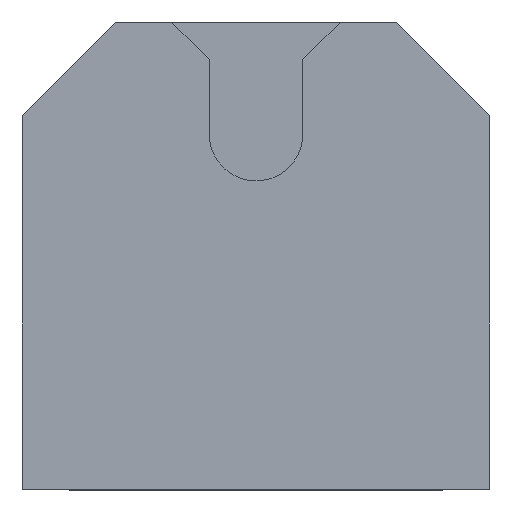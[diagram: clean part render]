
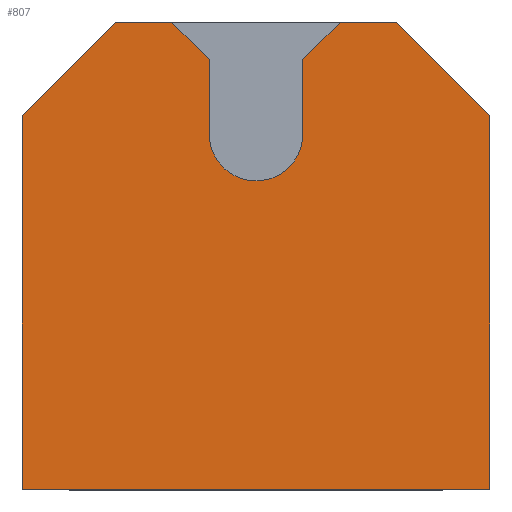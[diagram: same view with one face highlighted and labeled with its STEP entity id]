
A CAD part, top view. The second image highlights one B-rep face of the part: STEP entity #807.
In plain terms, the highlighted free-form (B-spline) face has degree [1, 1] with [2, 2] control points.
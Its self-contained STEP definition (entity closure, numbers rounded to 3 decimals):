
#434 = VERTEX_POINT('',#435);
#435 = CARTESIAN_POINT('',(-26.693,0.,19.219));
#440 = EDGE_CURVE('',#434,#441,#443,.T.);
#441 = VERTEX_POINT('',#442);
#442 = CARTESIAN_POINT('',(26.693,0.,19.219));
#443 = B_SPLINE_CURVE_WITH_KNOTS('',1,(#444,#445),.UNSPECIFIED.,.F.,.F.,
  (2,2),(0.,50.),.PIECEWISE_BEZIER_KNOTS.);
#444 = CARTESIAN_POINT('',(-26.693,0.,19.219));
#445 = CARTESIAN_POINT('',(26.693,0.,19.219));
#626 = EDGE_CURVE('',#441,#627,#629,.T.);
#627 = VERTEX_POINT('',#628);
#628 = CARTESIAN_POINT('',(26.693,42.708,
    19.219));
#629 = B_SPLINE_CURVE_WITH_KNOTS('',1,(#630,#631),.UNSPECIFIED.,.F.,.F.,
  (2,2),(0.,40.),.PIECEWISE_BEZIER_KNOTS.);
#630 = CARTESIAN_POINT('',(26.693,0.,19.219));
#631 = CARTESIAN_POINT('',(26.693,42.708,
    19.219));
#791 = EDGE_CURVE('',#627,#792,#794,.T.);
#792 = VERTEX_POINT('',#793);
#793 = CARTESIAN_POINT('',(16.016,53.385,
    19.219));
#794 = B_SPLINE_CURVE_WITH_KNOTS('',1,(#795,#796),.UNSPECIFIED.,.F.,.F.,
  (2,2),(0.,14.142),.PIECEWISE_BEZIER_KNOTS.);
#795 = CARTESIAN_POINT('',(26.693,42.708,
    19.219));
#796 = CARTESIAN_POINT('',(16.016,53.385,
    19.219));
#807 = ADVANCED_FACE('',(#808),#877,.T.);
#808 = FACE_BOUND('',#809,.F.);
#809 = EDGE_LOOP('',(#810,#819,#826,#836,#843,#850,#855,#856,#857,#858,
    #865,#872));
#810 = ORIENTED_EDGE('',*,*,#811,.F.);
#811 = EDGE_CURVE('',#812,#814,#816,.T.);
#812 = VERTEX_POINT('',#813);
#813 = CARTESIAN_POINT('',(-5.339,49.115,
    19.219));
#814 = VERTEX_POINT('',#815);
#815 = CARTESIAN_POINT('',(-9.609,53.385,
    19.219));
#816 = B_SPLINE_CURVE_WITH_KNOTS('',1,(#817,#818),.UNSPECIFIED.,.F.,.F.,
  (2,2),(0.,5.657),.PIECEWISE_BEZIER_KNOTS.);
#817 = CARTESIAN_POINT('',(-5.339,49.115,
    19.219));
#818 = CARTESIAN_POINT('',(-9.609,53.385,
    19.219));
#819 = ORIENTED_EDGE('',*,*,#820,.T.);
#820 = EDGE_CURVE('',#812,#821,#823,.T.);
#821 = VERTEX_POINT('',#822);
#822 = CARTESIAN_POINT('',(-5.339,40.573,
    19.219));
#823 = B_SPLINE_CURVE_WITH_KNOTS('',1,(#824,#825),.UNSPECIFIED.,.F.,.F.,
  (2,2),(0.,8.),.PIECEWISE_BEZIER_KNOTS.);
#824 = CARTESIAN_POINT('',(-5.339,49.115,
    19.219));
#825 = CARTESIAN_POINT('',(-5.339,40.573,
    19.219));
#826 = ORIENTED_EDGE('',*,*,#827,.T.);
#827 = EDGE_CURVE('',#821,#828,#830,.T.);
#828 = VERTEX_POINT('',#829);
#829 = CARTESIAN_POINT('',(5.339,40.573,19.219
    ));
#830 = ( BOUNDED_CURVE() B_SPLINE_CURVE(2,(#831,#832,#833,#834,#835),
.UNSPECIFIED.,.F.,.F.) B_SPLINE_CURVE_WITH_KNOTS((3,2,3),(0.,
1.571,3.142),.PIECEWISE_BEZIER_KNOTS.) CURVE() 
GEOMETRIC_REPRESENTATION_ITEM() RATIONAL_B_SPLINE_CURVE((1.,
0.707,1.,0.707,1.)) REPRESENTATION_ITEM('') );
#831 = CARTESIAN_POINT('',(-5.339,40.573,
    19.219));
#832 = CARTESIAN_POINT('',(-5.339,35.234,
    19.219));
#833 = CARTESIAN_POINT('',(0.,35.234,
    19.219));
#834 = CARTESIAN_POINT('',(5.339,35.234,
    19.219));
#835 = CARTESIAN_POINT('',(5.339,40.573,19.219
    ));
#836 = ORIENTED_EDGE('',*,*,#837,.F.);
#837 = EDGE_CURVE('',#838,#828,#840,.T.);
#838 = VERTEX_POINT('',#839);
#839 = CARTESIAN_POINT('',(5.339,49.115,
    19.219));
#840 = B_SPLINE_CURVE_WITH_KNOTS('',1,(#841,#842),.UNSPECIFIED.,.F.,.F.,
  (2,2),(0.,8.),.PIECEWISE_BEZIER_KNOTS.);
#841 = CARTESIAN_POINT('',(5.339,49.115,
    19.219));
#842 = CARTESIAN_POINT('',(5.339,40.573,19.219
    ));
#843 = ORIENTED_EDGE('',*,*,#844,.F.);
#844 = EDGE_CURVE('',#845,#838,#847,.T.);
#845 = VERTEX_POINT('',#846);
#846 = CARTESIAN_POINT('',(9.609,53.385,19.219
    ));
#847 = B_SPLINE_CURVE_WITH_KNOTS('',1,(#848,#849),.UNSPECIFIED.,.F.,.F.,
  (2,2),(0.,5.657),.PIECEWISE_BEZIER_KNOTS.);
#848 = CARTESIAN_POINT('',(9.609,53.385,19.219
    ));
#849 = CARTESIAN_POINT('',(5.339,49.115,
    19.219));
#850 = ORIENTED_EDGE('',*,*,#851,.F.);
#851 = EDGE_CURVE('',#792,#845,#852,.T.);
#852 = B_SPLINE_CURVE_WITH_KNOTS('',1,(#853,#854),.UNSPECIFIED.,.F.,.F.,
  (2,2),(0.,6.),.PIECEWISE_BEZIER_KNOTS.);
#853 = CARTESIAN_POINT('',(16.016,53.385,
    19.219));
#854 = CARTESIAN_POINT('',(9.609,53.385,19.219
    ));
#855 = ORIENTED_EDGE('',*,*,#791,.F.);
#856 = ORIENTED_EDGE('',*,*,#626,.F.);
#857 = ORIENTED_EDGE('',*,*,#440,.F.);
#858 = ORIENTED_EDGE('',*,*,#859,.F.);
#859 = EDGE_CURVE('',#860,#434,#862,.T.);
#860 = VERTEX_POINT('',#861);
#861 = CARTESIAN_POINT('',(-26.693,42.708,
    19.219));
#862 = B_SPLINE_CURVE_WITH_KNOTS('',1,(#863,#864),.UNSPECIFIED.,.F.,.F.,
  (2,2),(0.,40.),.PIECEWISE_BEZIER_KNOTS.);
#863 = CARTESIAN_POINT('',(-26.693,42.708,
    19.219));
#864 = CARTESIAN_POINT('',(-26.693,0.,19.219));
#865 = ORIENTED_EDGE('',*,*,#866,.F.);
#866 = EDGE_CURVE('',#867,#860,#869,.T.);
#867 = VERTEX_POINT('',#868);
#868 = CARTESIAN_POINT('',(-16.016,53.385,
    19.219));
#869 = B_SPLINE_CURVE_WITH_KNOTS('',1,(#870,#871),.UNSPECIFIED.,.F.,.F.,
  (2,2),(0.,14.142),.PIECEWISE_BEZIER_KNOTS.);
#870 = CARTESIAN_POINT('',(-16.016,53.385,
    19.219));
#871 = CARTESIAN_POINT('',(-26.693,42.708,
    19.219));
#872 = ORIENTED_EDGE('',*,*,#873,.F.);
#873 = EDGE_CURVE('',#814,#867,#874,.T.);
#874 = B_SPLINE_CURVE_WITH_KNOTS('',1,(#875,#876),.UNSPECIFIED.,.F.,.F.,
  (2,2),(0.,6.),.PIECEWISE_BEZIER_KNOTS.);
#875 = CARTESIAN_POINT('',(-9.609,53.385,
    19.219));
#876 = CARTESIAN_POINT('',(-16.016,53.385,
    19.219));
#877 = B_SPLINE_SURFACE_WITH_KNOTS('',1,1,(
    (#878,#879)
    ,(#880,#881
    )),.UNSPECIFIED.,.F.,.F.,.F.,(2,2),(2,2),(-25.,25.),(0.,50.),
  .PIECEWISE_BEZIER_KNOTS.);
#878 = CARTESIAN_POINT('',(-26.693,0.,19.219));
#879 = CARTESIAN_POINT('',(-26.693,53.385,
    19.219));
#880 = CARTESIAN_POINT('',(26.693,0.,19.219));
#881 = CARTESIAN_POINT('',(26.693,53.385,
    19.219));
